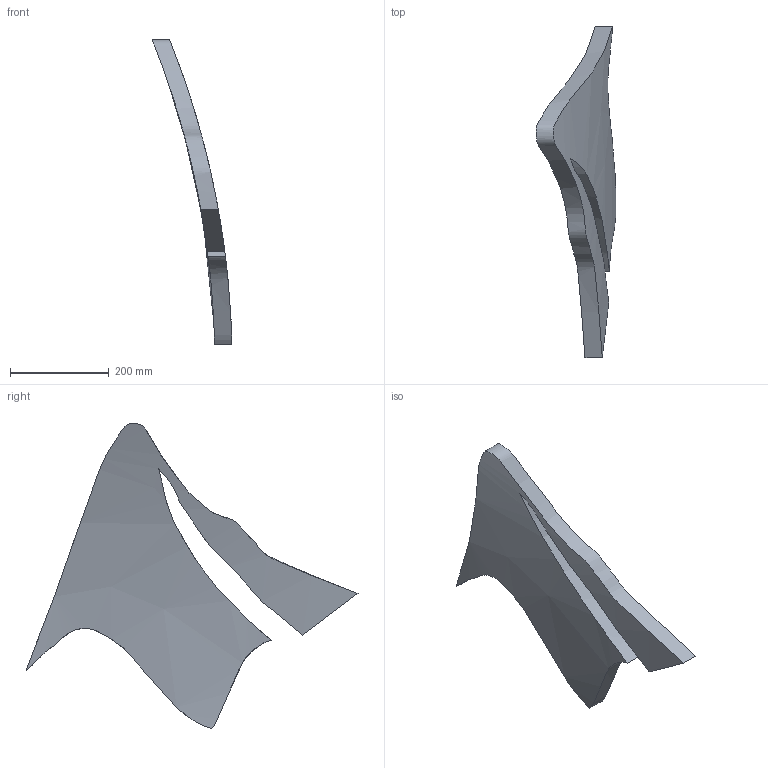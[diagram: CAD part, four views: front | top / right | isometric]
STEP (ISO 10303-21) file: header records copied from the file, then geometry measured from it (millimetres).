
FILE_DESCRIPTION (( 'STEP AP214' ), '1' );
FILE_NAME ('Membrane2_Default_sldprt.STEP', '2023-11-24T11:18:15', ( '' ), ( '' ), 'SwSTEP 2.0', 'SolidWorks 2021', '' );
FILE_SCHEMA (( 'AUTOMOTIVE_DESIGN' ));
Length unit declared in the file: millimetre
Products named in the file (1): Membrane2_Default_sldprt
Bounding box: 161.28 x 670.88 x 616.11 mm (x, y, z)
Volume: 5432738.8 mm3; surface area: 423579.4 mm2
Topology: 1 solids, 1 shells, 8 faces, 18 edges, 12 vertices
Faces by surface type: bspline 8
Entity records: 2352 total; most frequent: CARTESIAN_POINT 2107, ORIENTED_EDGE 36, B_SPLINE_CURVE_WITH_KNOTS 18, EDGE_CURVE 18, VERTEX_POINT 12, UNCERTAINTY_MEASURE_WITH_UNIT 11, PRESENTATION_STYLE_ASSIGNMENT 10, PRESENTATION_LAYER_ASSIGNMENT 10
